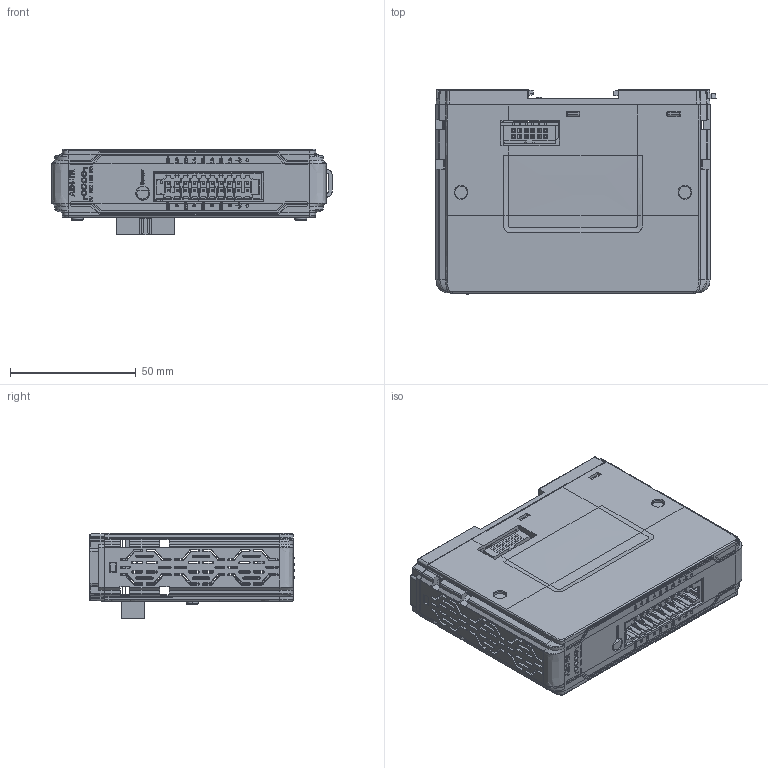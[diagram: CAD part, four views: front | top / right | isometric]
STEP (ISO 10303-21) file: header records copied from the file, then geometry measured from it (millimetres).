
FILE_DESCRIPTION (( 'STEP AP203' ), '1' );
FILE_NAME ('iR-AI04-TR.STEP', '2019-09-26T05:54:32', ( '' ), ( '' ), 'SwSTEP 2.0', 'SolidWorks 2011', '' );
FILE_SCHEMA (( 'CONFIG_CONTROL_DESIGN' ));
Products named in the file (1): iR-AI04-TR
Bounding box: 111.4 x 81.42 x 33.96 mm (x, y, z)
Surface area: 65185.6 mm2 (no closed solid volume)
Topology: 0 solids, 62 shells, 2206 faces, 8969 edges, 6719 vertices
Faces by surface type: plane 1458, cone 392, cylinder 239, bspline 83, torus 34
Entity records: 101502 total; most frequent: CARTESIAN_POINT 30499, ORIENTED_EDGE 14260, DIRECTION 13167, EDGE_CURVE 8961, VERTEX_POINT 6719, LINE 6371, VECTOR 6371, AXIS2_PLACEMENT_3D 3398
